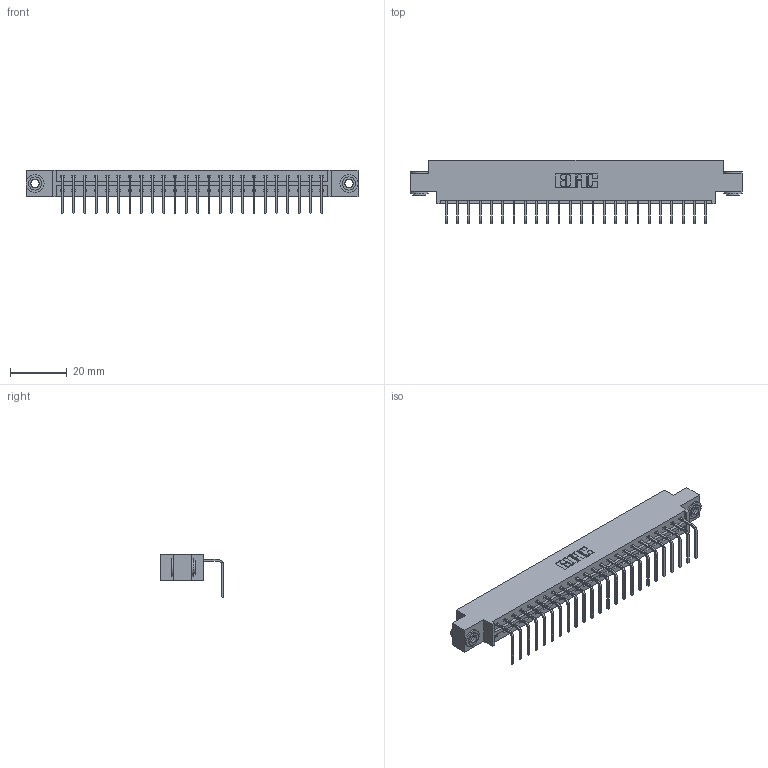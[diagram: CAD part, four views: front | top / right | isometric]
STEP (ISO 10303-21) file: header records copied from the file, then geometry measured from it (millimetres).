
FILE_DESCRIPTION (( 'STEP AP203' ), '1' );
FILE_NAME ('833-024-558-603.STEP', '2020-06-01T22:28:23', ( '' ), ( '' ), 'SwSTEP 2.0', 'SolidWorks 2020', '' );
FILE_SCHEMA (( 'CONFIG_CONTROL_DESIGN' ));
Length unit declared in the file: inch
Products named in the file (4): 833 Part_Offset - .156 Dia - TH; 345-292-001_558 Tail - 2; 833-024-558-603; 345-250-002_345-250-002-102
Assembly tree (27 placements, depth 2):
  833-024-558-603
    833 Part_Offset - .156 Dia - TH
    345-292-001_558 Tail - 2  x24
    345-250-002_345-250-002-102  x2
Bounding box: 116.64 x 22.17 x 15.37 mm (x, y, z)
Volume: 11453.7 mm3; surface area: 13190.8 mm2
Topology: 27 solids, 27 shells, 1596 faces, 4767 edges, 3142 vertices
Faces by surface type: plane 1140, cylinder 448, cone 8
Entity records: 17866 total; most frequent: CARTESIAN_POINT 3065, ORIENTED_EDGE 3018, DIRECTION 2655, EDGE_CURVE 1509, VECTOR 1357, LINE 1357, VERTEX_POINT 1002, AXIS2_PLACEMENT_3D 649
